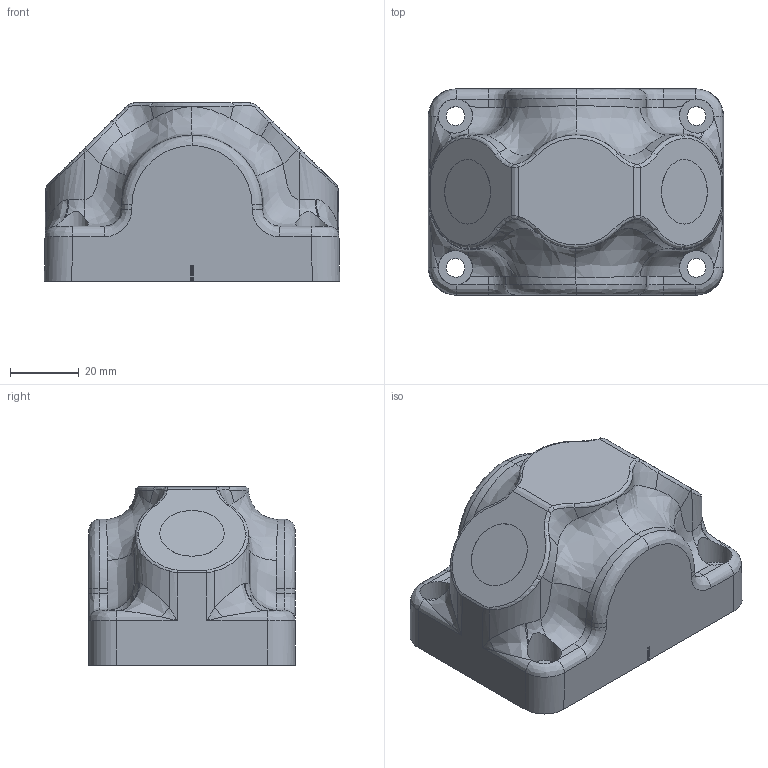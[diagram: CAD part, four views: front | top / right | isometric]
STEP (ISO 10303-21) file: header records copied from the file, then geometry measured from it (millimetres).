
FILE_DESCRIPTION(/* description */ (''),/* implementation_level */ '2;1');
FILE_NAME(/* name */ 'wd_12_lw_2_k-34.stp',/* time_stamp */ '2017-01-13T14:30:56+01:00',/* author */ ('hamoud'),/* organization */ (''),/* preprocessor_version */ 'ST-DEVELOPER v15.6',/* originating_system */ 'Autodesk Inventor LT ',/* authorisation */ '');
FILE_SCHEMA (('AUTOMOTIVE_DESIGN { 1 0 10303 214 3 1 1 }'));
Length unit declared in the file: metre
Products named in the file (1): wd_12_lw_2_k-34
Bounding box: 86.05 x 60.35 x 52 mm (x, y, z)
Volume: 181870.7 mm3; surface area: 21427.9 mm2
Topology: 1 solids, 1 shells, 158 faces, 409 edges, 252 vertices
Faces by surface type: bspline 76, cylinder 39, plane 35, torus 6, cone 2
Full cylindrical faces by diameter (mm): 5.5 x4, 10 x4, 18.8 x2, 24.2 x1
Entity records: 17479 total; most frequent: CARTESIAN_POINT 14178, ORIENTED_EDGE 776, DIRECTION 392, EDGE_CURVE 388, VERTEX_POINT 246, B_SPLINE_CURVE_WITH_KNOTS 224, EDGE_LOOP 180, STYLED_ITEM 159
